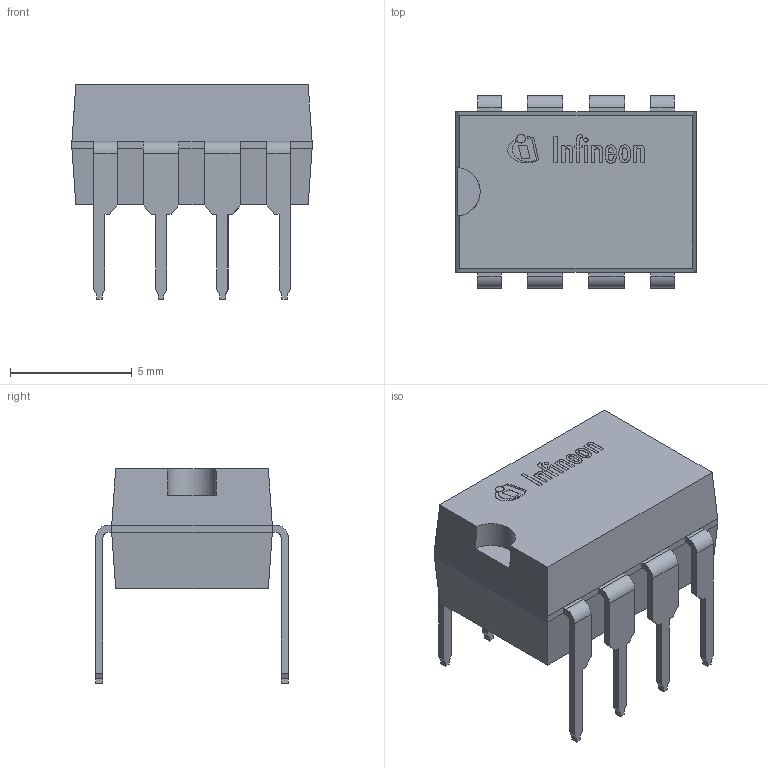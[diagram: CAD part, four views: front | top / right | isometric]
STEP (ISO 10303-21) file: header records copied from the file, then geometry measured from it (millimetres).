
FILE_DESCRIPTION(/* description */ (''),/* implementation_level */ '2;1');
FILE_NAME(/* name */ 'PG-DIP-8-905.stp',/* time_stamp */ '2018-05-21T17:51:18+08:00',/* author */ ('mdsaid'),/* organization */ (''),/* preprocessor_version */ 'ST-DEVELOPER v16.13',/* originating_system */ 'Autodesk Inventor 2018',/* authorisation */ '');
FILE_SCHEMA (('AUTOMOTIVE_DESIGN { 1 0 10303 214 3 1 1 }'));
Length unit declared in the file: millimetre
Products named in the file (8): PG-DIP-8-905; PG-DIP-14-903_LOWER_MOLD; PG-DIP-14-903_MIDDLE_MOLD; PG-DIP-14-903_UPPER_MOLD; PG-DIP-8-905_EXPOSED_LEAD_2; PG-DIP-14-903_EXPOSED_LEAD; PG-DIP-8-905_EXPOSED_LEAD_3; PG-DIP-14-903_LOGO
Assembly tree (12 placements, depth 2):
  PG-DIP-8-905
    PG-DIP-14-903_LOWER_MOLD
    PG-DIP-14-903_MIDDLE_MOLD
    PG-DIP-14-903_UPPER_MOLD
    PG-DIP-8-905_EXPOSED_LEAD_2  x2
    PG-DIP-14-903_EXPOSED_LEAD  x4
    PG-DIP-8-905_EXPOSED_LEAD_3  x2
    PG-DIP-14-903_LOGO
Bounding box: 9.88 x 7.91 x 8.84 mm (x, y, z)
Volume: 321.1 mm3; surface area: 668 mm2
Topology: 23 solids, 23 shells, 385 faces, 1017 edges, 678 vertices
Faces by surface type: plane 231, cylinder 154
Full cylindrical faces by diameter (mm): 0.172 x1, 0.356 x1
Entity records: 9403 total; most frequent: DIRECTION 1675, CARTESIAN_POINT 1584, ORIENTED_EDGE 1526, EDGE_CURVE 763, AXIS2_PLACEMENT_3D 601, VERTEX_POINT 510, LINE 473, VECTOR 473
